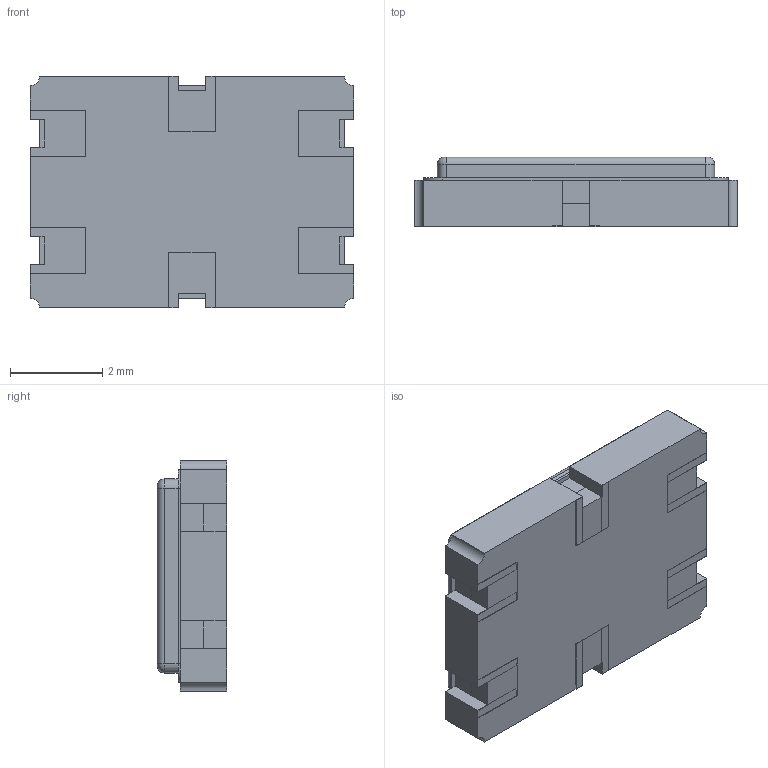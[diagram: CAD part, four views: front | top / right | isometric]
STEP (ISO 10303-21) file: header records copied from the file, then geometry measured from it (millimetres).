
FILE_DESCRIPTION (( 'STEP AP214' ), '1' );
FILE_NAME ('ECS-96SMF.STEP', '2021-05-15T00:53:40', ( '' ), ( '' ), 'SwSTEP 2.0', 'SolidWorks 2018', '' );
FILE_SCHEMA (( 'AUTOMOTIVE_DESIGN' ));
Length unit declared in the file: millimetre
Products named in the file (1): ECS-96SMF
Bounding box: 7 x 1.5 x 5 mm (x, y, z)
Volume: 46.5 mm3; surface area: 241.3 mm2
Topology: 10 solids, 10 shells, 189 faces, 484 edges, 316 vertices
Faces by surface type: plane 165, cylinder 18, torus 6
Entity records: 5739 total; most frequent: CARTESIAN_POINT 990, ORIENTED_EDGE 968, DIRECTION 910, EDGE_CURVE 484, VECTOR 438, LINE 438, VERTEX_POINT 316, AXIS2_PLACEMENT_3D 236
